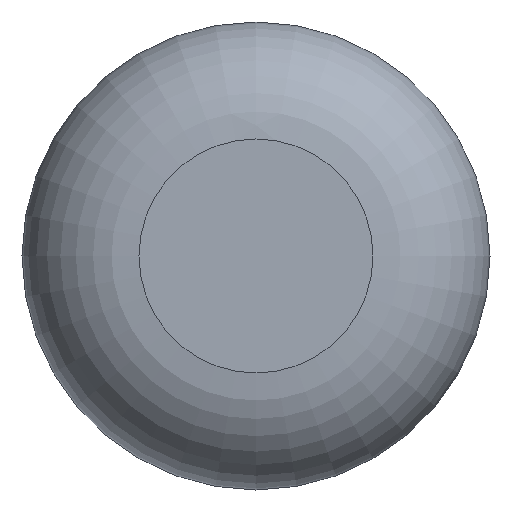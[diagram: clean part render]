
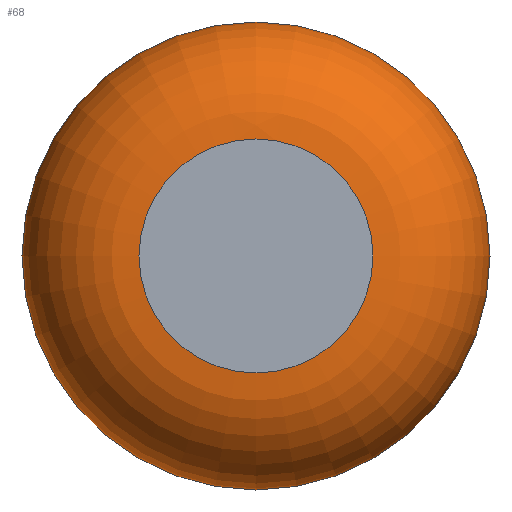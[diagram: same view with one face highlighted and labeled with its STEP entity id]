
A CAD part, left-side view. The second image highlights one B-rep face of the part: STEP entity #68.
In plain terms, the highlighted toroidal (fillet/blend) face has major radius 3.175 mm and minor radius 3.175 mm.
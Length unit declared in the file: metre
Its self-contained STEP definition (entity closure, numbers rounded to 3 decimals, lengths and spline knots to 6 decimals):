
#12=TOROIDAL_SURFACE('',#92,0.003175,0.003175);
#23=ORIENTED_EDGE('',*,*,#27,.F.);
#24=ORIENTED_EDGE('',*,*,#29,.F.);
#27=EDGE_CURVE('',#32,#32,#37,.F.);
#29=EDGE_CURVE('',#34,#34,#39,.T.);
#32=VERTEX_POINT('',#125);
#34=VERTEX_POINT('',#132);
#37=CIRCLE('',#86,0.00635);
#39=CIRCLE('',#91,0.003175);
#48=EDGE_LOOP('',(#23));
#49=EDGE_LOOP('',(#24));
#58=FACE_BOUND('',#48,.T.);
#59=FACE_BOUND('',#49,.T.);
#68=ADVANCED_FACE('',(#58,#59),#12,.T.);
#86=AXIS2_PLACEMENT_3D('',#124,#103,#104);
#91=AXIS2_PLACEMENT_3D('',#131,#113,#114);
#92=AXIS2_PLACEMENT_3D('',#133,#115,#116);
#103=DIRECTION('',(-1.,0.,0.));
#104=DIRECTION('',(0.,0.,1.));
#113=DIRECTION('',(-1.,0.,0.));
#114=DIRECTION('',(0.,0.,1.));
#115=DIRECTION('',(-1.,0.,0.));
#116=DIRECTION('',(0.,0.,1.));
#124=CARTESIAN_POINT('',(-0.038775,0.,0.));
#125=CARTESIAN_POINT('',(-0.038775,0.,0.00635));
#131=CARTESIAN_POINT('',(-0.04195,0.,0.));
#132=CARTESIAN_POINT('',(-0.04195,0.,0.003175));
#133=CARTESIAN_POINT('',(-0.038775,0.,0.));
